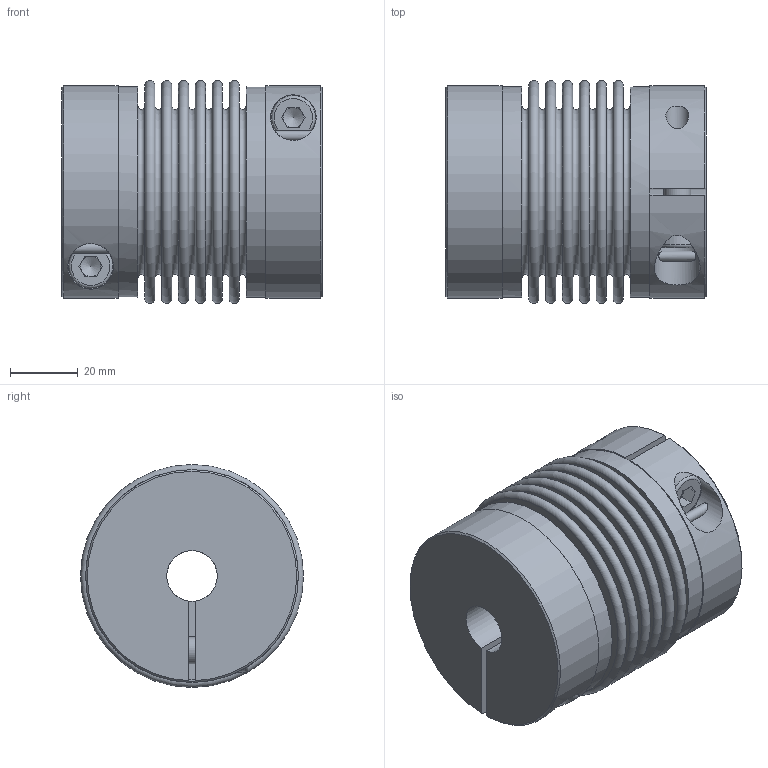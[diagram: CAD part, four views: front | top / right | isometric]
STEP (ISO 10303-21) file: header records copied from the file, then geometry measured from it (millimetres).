
FILE_DESCRIPTION( ( 'Unknown' ), '1' );
FILE_NAME( 'KM 60.stp', 'Unknown', ( 'Unknown' ), ( 'Unknown' ), 'PSStep 10.1', 'Unknown', ' ' );
FILE_SCHEMA( ( 'AUTOMOTIVE_DESIGN { 1 0 10303 214 1 1 1 1 }' ) );
Length unit declared in the file: millimetre
Products named in the file (1): KT101325
Bounding box: 77 x 66 x 66 mm (x, y, z)
Volume: 136289.8 mm3; surface area: 71379.9 mm2
Topology: 1 solids, 1 shells, 124 faces, 252 edges, 164 vertices
Faces by surface type: plane 74, torus 28, cylinder 18, cone 4
Full cylindrical faces by diameter (mm): 6.8 x2, 8 x2, 8.6 x2, 13 x2, 13.5 x2, 62.3 x2
Entity records: 4416 total; most frequent: CARTESIAN_POINT 957, DIRECTION 538, ORIENTED_EDGE 388, AXIS2_PLACEMENT_3D 225, EDGE_LOOP 206, EDGE_CURVE 194, FACE_OUTER_BOUND 164, VERTEX_POINT 152
